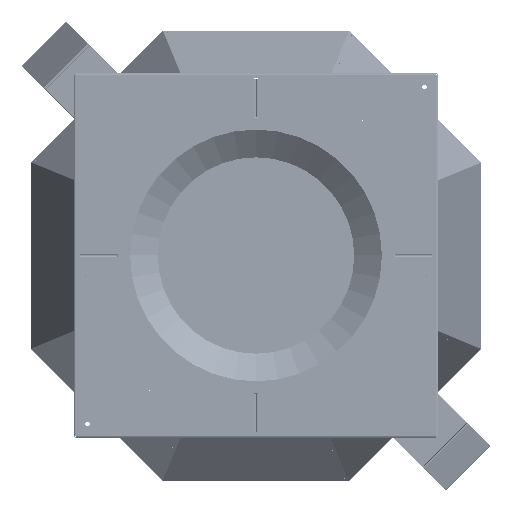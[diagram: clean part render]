
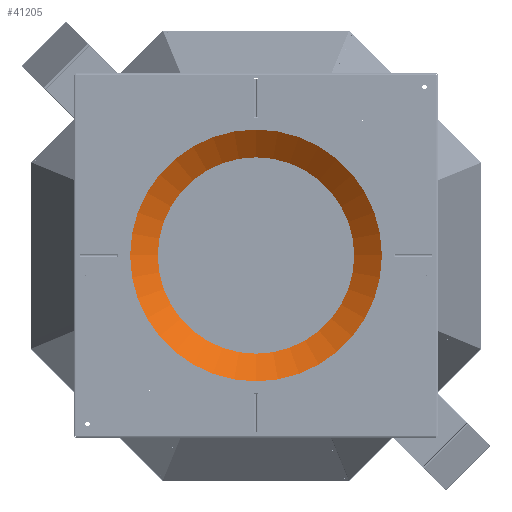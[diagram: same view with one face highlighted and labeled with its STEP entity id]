
A CAD part, top view. The second image highlights one B-rep face of the part: STEP entity #41205.
In plain terms, the highlighted conical face has half-angle 54.655 degrees and reference radius 449.077 mm.
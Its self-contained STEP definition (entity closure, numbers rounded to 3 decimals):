
#41205=ADVANCED_FACE('',(#94572,#94574),#94576,.F.);
#94572=FACE_OUTER_BOUND('',#94573,.T.);
#94573=EDGE_LOOP('',(#130401));
#94574=FACE_OUTER_BOUND('',#94575,.T.);
#94575=EDGE_LOOP('',(#130402));
#94576=CONICAL_SURFACE('',#94577,449.077,0.954);
#94577=AXIS2_PLACEMENT_3D('',#94578,#94579,#94580);
#94578=CARTESIAN_POINT('',(0.,0.,-34.945));
#94579=DIRECTION('',(0.,0.,1.));
#94580=DIRECTION('',(1.,0.,0.));
#130401=ORIENTED_EDGE('',*,*,#150082,.T.);
#130402=ORIENTED_EDGE('',*,*,#150084,.F.);
#150082=EDGE_CURVE('',#172708,#172708,#172709,.T.);
#150084=EDGE_CURVE('',#172712,#172712,#172713,.T.);
#172708=VERTEX_POINT('',#225003);
#172709=CIRCLE('',#225004,393.6);
#172712=VERTEX_POINT('',#225013);
#172713=CIRCLE('',#225014,504.554);
#225003=CARTESIAN_POINT('',(-393.6,0.,-74.291));
#225004=AXIS2_PLACEMENT_3D('',#225005,#225006,#225007);
#225005=CARTESIAN_POINT('',(0.,0.,-74.291));
#225006=DIRECTION('',(0.,0.,-1.));
#225007=DIRECTION('',(-1.,0.,0.));
#225013=CARTESIAN_POINT('',(-504.554,0.,4.4));
#225014=AXIS2_PLACEMENT_3D('',#225015,#225016,#225017);
#225015=CARTESIAN_POINT('',(0.,0.,4.4));
#225016=DIRECTION('',(0.,0.,-1.));
#225017=DIRECTION('',(-1.,0.,0.));
